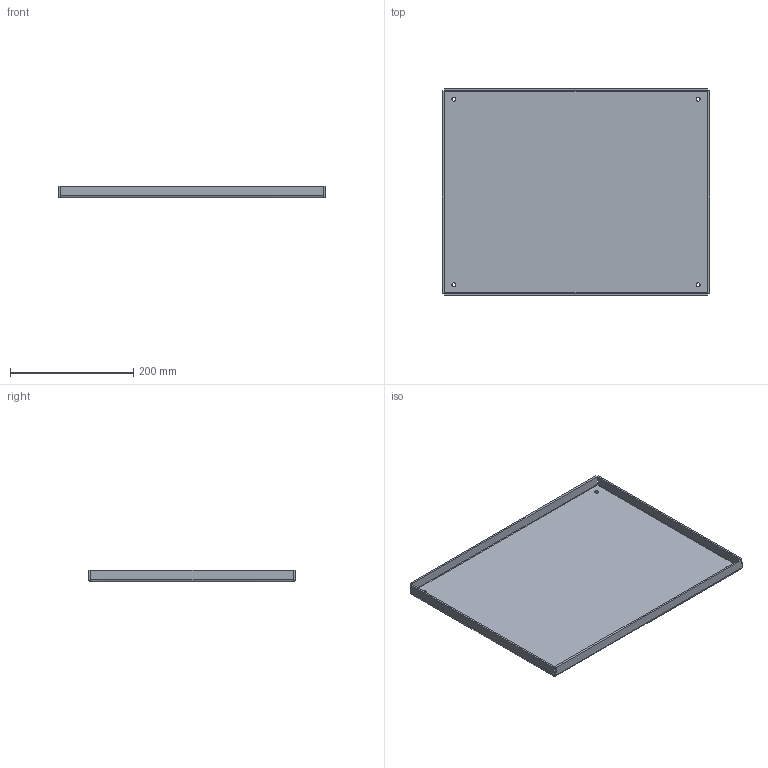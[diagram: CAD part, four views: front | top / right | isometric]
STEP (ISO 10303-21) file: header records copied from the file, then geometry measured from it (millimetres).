
FILE_DESCRIPTION (( 'STEP AP203' ), '1' );
FILE_NAME ('charger_enclosure_lid.STEP', '2025-05-29T00:34:19', ( '' ), ( '' ), 'SwSTEP 2.0', 'SolidWorks 2024', '' );
FILE_SCHEMA (( 'CONFIG_CONTROL_DESIGN' ));
Length unit declared in the file: inch
Products named in the file (1): charger_enclosure_lid
Bounding box: 433.38 x 334.93 x 19.05 mm (x, y, z)
Volume: 531588.8 mm3; surface area: 340391.8 mm2
Topology: 1 solids, 1 shells, 46 faces, 100 edges, 56 vertices
Faces by surface type: plane 22, cylinder 16, bspline 8
Entity records: 1667 total; most frequent: CARTESIAN_POINT 627, ORIENTED_EDGE 200, DIRECTION 178, EDGE_CURVE 100, LINE 68, VECTOR 68, VERTEX_POINT 56, AXIS2_PLACEMENT_3D 55
